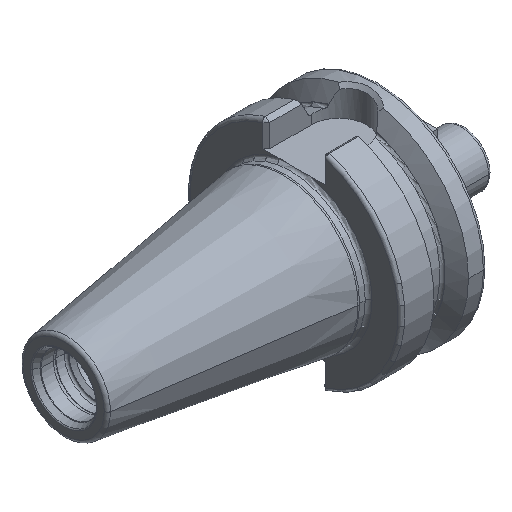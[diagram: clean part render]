
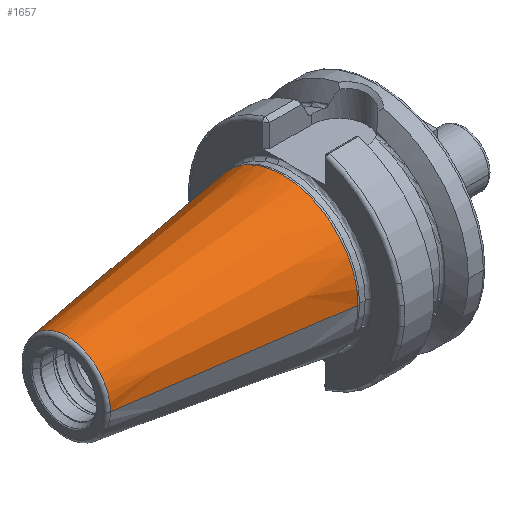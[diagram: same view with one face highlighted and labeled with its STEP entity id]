
A CAD part, isometric view. The second image highlights one B-rep face of the part: STEP entity #1657.
In plain terms, the highlighted conical face has half-angle 8.298 degrees and reference radius 17.426 mm.
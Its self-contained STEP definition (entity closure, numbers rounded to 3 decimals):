
#37=CARTESIAN_POINT('',(-64.544,0.,0.));
#38=DIRECTION('',(1.,0.,0.));
#39=DIRECTION('',(0.,1.,0.));
#40=AXIS2_PLACEMENT_3D('',#37,#38,#39);
#42=CARTESIAN_POINT('',(-1.267,0.,0.));
#43=DIRECTION('',(1.,0.,0.));
#44=DIRECTION('',(0.,1.,0.));
#45=AXIS2_PLACEMENT_3D('',#42,#43,#44);
#47=DIRECTION('',(-0.99,-0.144,0.));
#48=VECTOR('',#47,63.947);
#49=CARTESIAN_POINT('',(-1.267,22.04,0.));
#50=LINE('',#49,#48);
#51=DIRECTION('',(-0.99,0.144,0.));
#52=VECTOR('',#51,63.947);
#53=CARTESIAN_POINT('',(-1.267,-22.04,0.));
#54=LINE('',#53,#52);
#1304=CARTESIAN_POINT('',(-64.544,12.812,0.));
#1306=VERTEX_POINT('',#1304);
#1308=CARTESIAN_POINT('',(-64.544,-12.812,0.));
#1310=VERTEX_POINT('',#1308);
#1523=CARTESIAN_POINT('',(-1.267,22.04,0.));
#1524=VERTEX_POINT('',#1523);
#1525=CARTESIAN_POINT('',(-1.267,-22.04,0.));
#1526=VERTEX_POINT('',#1525);
#1643=CARTESIAN_POINT('',(-32.906,0.,0.));
#1644=DIRECTION('',(1.,0.,0.));
#1645=DIRECTION('',(0.,-1.,0.));
#1646=AXIS2_PLACEMENT_3D('',#1643,#1644,#1645);
#1647=CONICAL_SURFACE('',#1646,17.426,8.298);
#1649=ORIENTED_EDGE('',*,*,#1648,.F.);
#1651=ORIENTED_EDGE('',*,*,#1650,.T.);
#1653=ORIENTED_EDGE('',*,*,#1652,.T.);
#1654=ORIENTED_EDGE('',*,*,#1636,.F.);
#1655=EDGE_LOOP('',(#1649,#1651,#1653,#1654));
#1656=FACE_OUTER_BOUND('',#1655,.F.);
#1657=ADVANCED_FACE('',(#1656),#1647,.T.);
#41=CIRCLE('',#40,12.812);
#46=CIRCLE('',#45,22.04);
#1636=EDGE_CURVE('',#1306,#1310,#41,.T.);
#1648=EDGE_CURVE('',#1524,#1306,#50,.T.);
#1650=EDGE_CURVE('',#1524,#1526,#46,.T.);
#1652=EDGE_CURVE('',#1526,#1310,#54,.T.);
